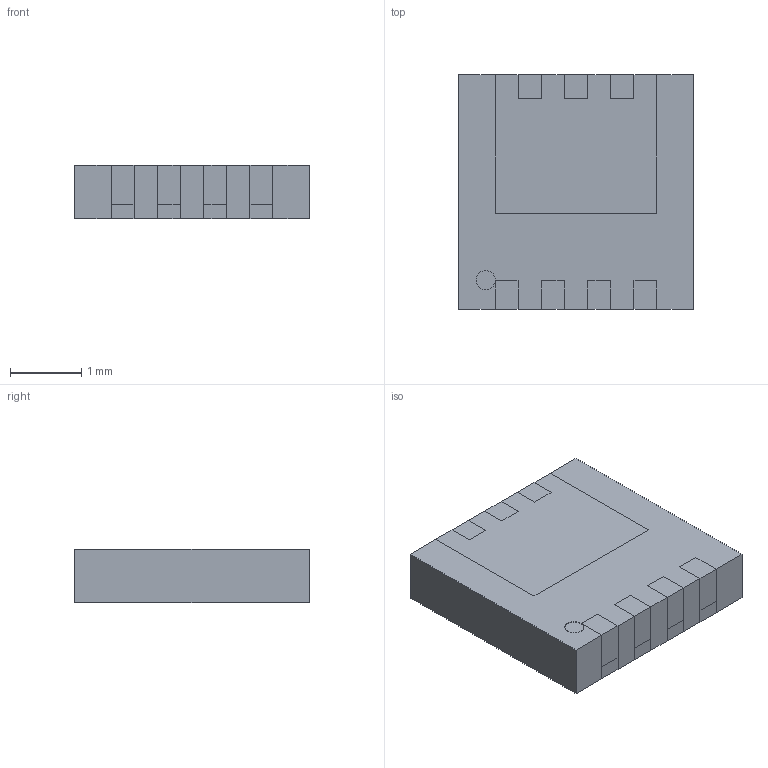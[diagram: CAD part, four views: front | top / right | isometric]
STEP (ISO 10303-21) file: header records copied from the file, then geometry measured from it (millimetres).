
FILE_DESCRIPTION (( 'STEP AP214' ), '1' );
FILE_NAME ('NTTFS3D7N06HLTWG.STEP', '2021-12-20T01:10:58', ( '' ), ( '' ), 'SwSTEP 2.0', 'SolidWorks 2020', '' );
FILE_SCHEMA (( 'AUTOMOTIVE_DESIGN' ));
Length unit declared in the file: millimetre
Products named in the file (1): NTTFS3D7N06HLTWG
Bounding box: 3.3 x 3.3 x 0.75 mm (x, y, z)
Volume: 8.2 mm3; surface area: 61.4 mm2
Topology: 14 solids, 14 shells, 131 faces, 306 edges, 204 vertices
Faces by surface type: plane 129, cylinder 2
Entity records: 5223 total; most frequent: CARTESIAN_POINT 642, ORIENTED_EDGE 612, DIRECTION 574, EDGE_CURVE 306, LINE 302, VECTOR 302, VERTEX_POINT 204, UNCERTAINTY_MEASURE_WITH_UNIT 144
